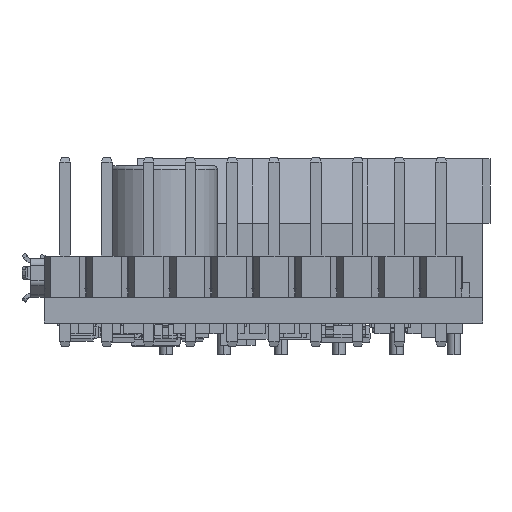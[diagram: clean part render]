
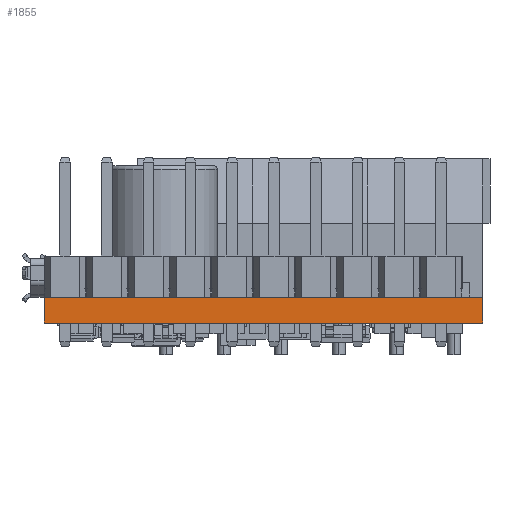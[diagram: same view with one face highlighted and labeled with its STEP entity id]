
A CAD part, left-side view. The second image highlights one B-rep face of the part: STEP entity #1855.
In plain terms, the highlighted planar face has unit normal (-1, 0, 0).
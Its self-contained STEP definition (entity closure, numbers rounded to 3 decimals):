
#1855 = ADVANCED_FACE ( 'NONE', ( #156338 ), #82902, .F. ) ;
#5234 = DIRECTION ( 'NONE',  ( 0., -1., 0. ) ) ;
#13215 = CARTESIAN_POINT ( 'NONE',  ( 0., 26.67, 0. ) ) ;
#27816 = VERTEX_POINT ( 'NONE', #171707 ) ;
#27958 = ORIENTED_EDGE ( 'NONE', *, *, #39861, .F. ) ;
#38518 = CARTESIAN_POINT ( 'NONE',  ( 0., 26.67, 1.575 ) ) ;
#39861 = EDGE_CURVE ( 'NONE', #125540, #27816, #131725, .T. ) ;
#44101 = CARTESIAN_POINT ( 'NONE',  ( 0., 0., 0. ) ) ;
#47924 = CARTESIAN_POINT ( 'NONE',  ( 0., 26.67, 1.575 ) ) ;
#49274 = DIRECTION ( 'NONE',  ( 0., -1., 0. ) ) ;
#56011 = DIRECTION ( 'NONE',  ( 1., 0., 0. ) ) ;
#59868 = DIRECTION ( 'NONE',  ( 0., 0., -1. ) ) ;
#69789 = CARTESIAN_POINT ( 'NONE',  ( 0., 0., 1.575 ) ) ;
#69982 = VECTOR ( 'NONE', #49274, 1000. ) ;
#72885 = DIRECTION ( 'NONE',  ( 0., 0., -1. ) ) ;
#81942 = EDGE_CURVE ( 'NONE', #125540, #120562, #90827, .T. ) ;
#82902 = PLANE ( 'NONE',  #147167 ) ;
#86342 = CARTESIAN_POINT ( 'NONE',  ( 0., 0., 1.575 ) ) ;
#87107 = LINE ( 'NONE', #102030, #174635 ) ;
#88952 = EDGE_LOOP ( 'NONE', ( #116211, #112877, #27958, #138260 ) ) ;
#90827 = LINE ( 'NONE', #47924, #150497 ) ;
#99757 = LINE ( 'NONE', #129195, #69982 ) ;
#102030 = CARTESIAN_POINT ( 'NONE',  ( 0., 0., 1.575 ) ) ;
#107701 = EDGE_CURVE ( 'NONE', #27816, #159640, #87107, .T. ) ;
#111868 = EDGE_CURVE ( 'NONE', #120562, #159640, #99757, .T. ) ;
#112877 = ORIENTED_EDGE ( 'NONE', *, *, #107701, .F. ) ;
#116211 = ORIENTED_EDGE ( 'NONE', *, *, #111868, .T. ) ;
#120562 = VERTEX_POINT ( 'NONE', #13215 ) ;
#125540 = VERTEX_POINT ( 'NONE', #38518 ) ;
#129195 = CARTESIAN_POINT ( 'NONE',  ( 0., 0., 0. ) ) ;
#131725 = LINE ( 'NONE', #86342, #172296 ) ;
#138260 = ORIENTED_EDGE ( 'NONE', *, *, #81942, .T. ) ;
#147167 = AXIS2_PLACEMENT_3D ( 'NONE', #69789, #56011, #151447 ) ;
#150497 = VECTOR ( 'NONE', #59868, 1000. ) ;
#151447 = DIRECTION ( 'NONE',  ( 0., 0., -1. ) ) ;
#156338 = FACE_OUTER_BOUND ( 'NONE', #88952, .T. ) ;
#159640 = VERTEX_POINT ( 'NONE', #44101 ) ;
#171707 = CARTESIAN_POINT ( 'NONE',  ( 0., 0., 1.575 ) ) ;
#172296 = VECTOR ( 'NONE', #5234, 1000. ) ;
#174635 = VECTOR ( 'NONE', #72885, 1000. ) ;
